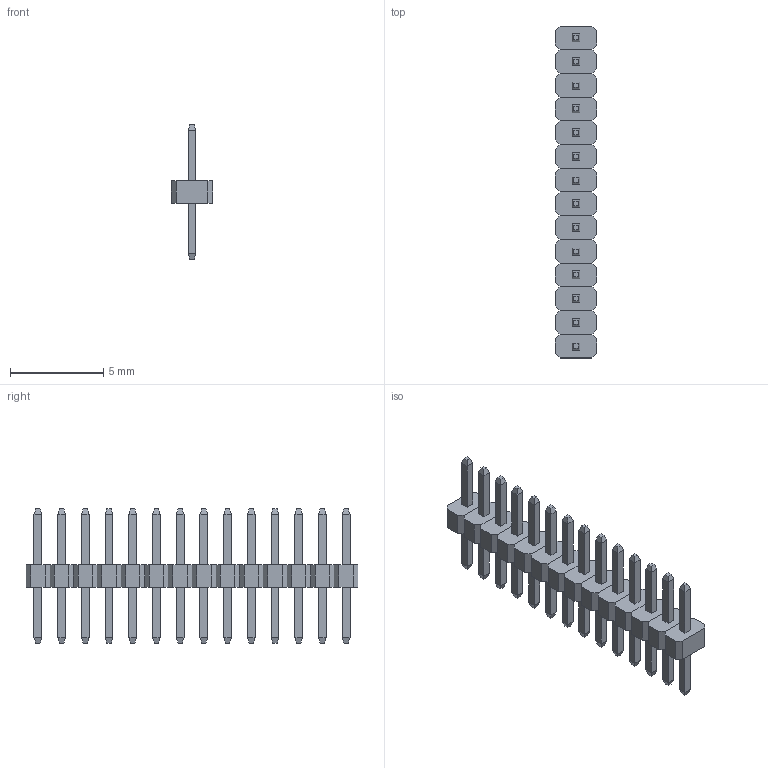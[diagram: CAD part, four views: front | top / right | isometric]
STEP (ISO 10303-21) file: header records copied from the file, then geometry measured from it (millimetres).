
FILE_DESCRIPTION(('FreeCAD Model'),'2;1');
FILE_NAME('Compound.step','2016-10-21T14:59:31',( 'Author'),(''),'Open CASCADE STEP processor 6.8','FreeCAD','Unknown' );
FILE_SCHEMA(('AUTOMOTIVE_DESIGN_CC2 { 1 2 10303 214 -1 1 5 4 }'));
Length unit declared in the file: millimetre
Products named in the file (2): ASSEMBLY; Compound
Assembly tree (1 placements, depth 2):
  ASSEMBLY
    Compound
Bounding box: 2.2 x 17.78 x 7.2 mm (x, y, z)
Volume: 59.1 mm3; surface area: 372.7 mm2
Topology: 28 solids, 28 shells, 392 faces, 896 edges, 560 vertices
Faces by surface type: plane 392
Entity records: 24845 total; most frequent: CARTESIAN_POINT 3866, DIRECTION 3252, LINE 2464, VECTOR 2464, ORIENTED_EDGE 1792, PCURVE 1792, DEFINITIONAL_REPRESENTATION 1792, EDGE_CURVE 896
